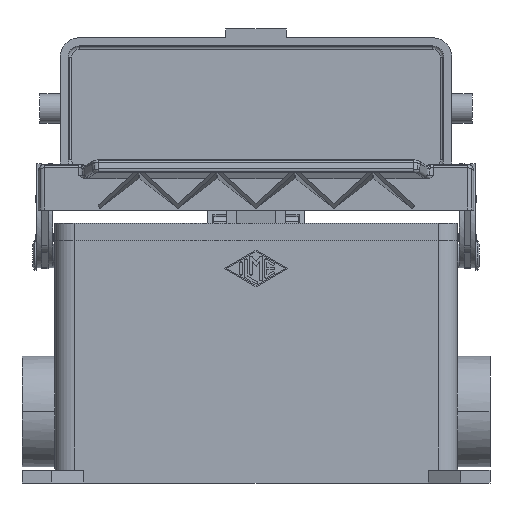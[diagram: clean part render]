
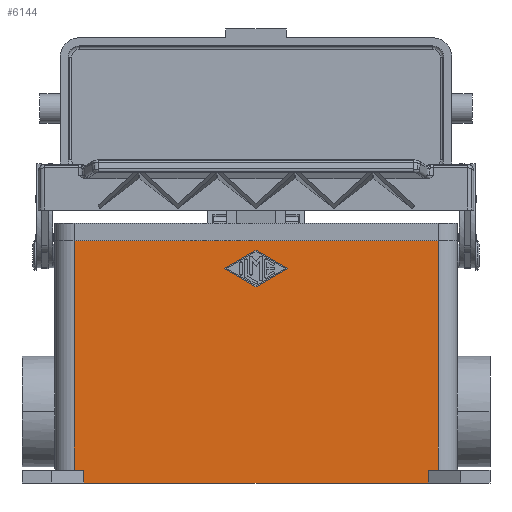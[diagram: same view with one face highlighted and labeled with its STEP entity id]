
A CAD part, front view. The second image highlights one B-rep face of the part: STEP entity #6144.
In plain terms, the highlighted planar face has unit normal (0, -1, 0).
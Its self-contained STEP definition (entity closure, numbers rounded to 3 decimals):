
#5302=CARTESIAN_POINT('',(-9.75,-21.75,15.));
#5303=VERTEX_POINT('',#5302);
#5310=CARTESIAN_POINT('',(0.,-21.75,9.375));
#5311=VERTEX_POINT('',#5310);
#5312=CARTESIAN_POINT('',(0.,-21.75,9.375));
#5313=DIRECTION('',(-0.866,0.0,0.5));
#5314=VECTOR('',#5313,11.256);
#5315=LINE('',#5312,#5314);
#5316=EDGE_CURVE('',#5311,#5303,#5315,.T.);
#5341=CARTESIAN_POINT('',(9.75,-21.75,15.));
#5342=VERTEX_POINT('',#5341);
#5343=CARTESIAN_POINT('',(9.75,-21.75,15.));
#5344=DIRECTION('',(-0.866,0.0,-0.5));
#5345=VECTOR('',#5344,11.256);
#5346=LINE('',#5343,#5345);
#5347=EDGE_CURVE('',#5342,#5311,#5346,.T.);
#5372=CARTESIAN_POINT('',(0.,-21.75,20.625));
#5373=VERTEX_POINT('',#5372);
#5374=CARTESIAN_POINT('',(0.,-21.75,20.625));
#5375=DIRECTION('',(0.866,0.0,-0.5));
#5376=VECTOR('',#5375,11.256);
#5377=LINE('',#5374,#5376);
#5378=EDGE_CURVE('',#5373,#5342,#5377,.T.);
#5401=CARTESIAN_POINT('',(-9.75,-21.75,15.));
#5402=DIRECTION('',(0.866,0.0,0.5));
#5403=VECTOR('',#5402,11.256);
#5404=LINE('',#5401,#5403);
#5405=EDGE_CURVE('',#5303,#5373,#5404,.T.);
#6067=CARTESIAN_POINT('',(53.0,-21.75,-51.0));
#6068=DIRECTION('',(0.0,-1.0,0.0));
#6069=DIRECTION('',(0.0,0.0,-1.0));
#6070=AXIS2_PLACEMENT_3D('',#6067,#6068,#6069);
#6071=PLANE('',#6070);
#6072=CARTESIAN_POINT('',(-53.0,-21.75,-51.0));
#6073=VERTEX_POINT('',#6072);
#6074=CARTESIAN_POINT('',(-53.0,-21.75,-47.));
#6075=VERTEX_POINT('',#6074);
#6076=CARTESIAN_POINT('',(-53.0,-21.75,-51.0));
#6077=DIRECTION('',(0.0,0.0,1.0));
#6078=VECTOR('',#6077,4.);
#6079=LINE('',#6076,#6078);
#6080=EDGE_CURVE('',#6073,#6075,#6079,.T.);
#6081=ORIENTED_EDGE('',*,*,#6080,.F.);
#6082=CARTESIAN_POINT('',(53.0,-21.75,-51.0));
#6083=VERTEX_POINT('',#6082);
#6084=CARTESIAN_POINT('',(53.0,-21.75,-51.0));
#6085=DIRECTION('',(-1.0,0.0,0.0));
#6086=VECTOR('',#6085,106.0);
#6087=LINE('',#6084,#6086);
#6088=EDGE_CURVE('',#6083,#6073,#6087,.T.);
#6089=ORIENTED_EDGE('',*,*,#6088,.F.);
#6090=CARTESIAN_POINT('',(53.0,-21.75,-47.));
#6091=VERTEX_POINT('',#6090);
#6092=CARTESIAN_POINT('',(53.0,-21.75,-51.0));
#6093=DIRECTION('',(0.0,0.0,1.0));
#6094=VECTOR('',#6093,4.);
#6095=LINE('',#6092,#6094);
#6096=EDGE_CURVE('',#6083,#6091,#6095,.T.);
#6097=ORIENTED_EDGE('',*,*,#6096,.T.);
#6098=CARTESIAN_POINT('',(56.0,-21.75,-47.));
#6099=VERTEX_POINT('',#6098);
#6100=CARTESIAN_POINT('',(56.0,-21.75,-47.));
#6101=DIRECTION('',(-1.0,0.0,0.0));
#6102=VECTOR('',#6101,3.0);
#6103=LINE('',#6100,#6102);
#6104=EDGE_CURVE('',#6099,#6091,#6103,.T.);
#6105=ORIENTED_EDGE('',*,*,#6104,.F.);
#6106=CARTESIAN_POINT('',(56.0,-21.75,23.5));
#6107=VERTEX_POINT('',#6106);
#6108=CARTESIAN_POINT('',(56.0,-21.75,-47.));
#6109=DIRECTION('',(0.0,0.0,1.0));
#6110=VECTOR('',#6109,70.5);
#6111=LINE('',#6108,#6110);
#6112=EDGE_CURVE('',#6099,#6107,#6111,.T.);
#6113=ORIENTED_EDGE('',*,*,#6112,.T.);
#6114=CARTESIAN_POINT('',(-56.0,-21.75,23.5));
#6115=VERTEX_POINT('',#6114);
#6116=CARTESIAN_POINT('',(56.0,-21.75,23.5));
#6117=DIRECTION('',(-1.0,0.0,0.0));
#6118=VECTOR('',#6117,112.0);
#6119=LINE('',#6116,#6118);
#6120=EDGE_CURVE('',#6107,#6115,#6119,.T.);
#6121=ORIENTED_EDGE('',*,*,#6120,.T.);
#6122=CARTESIAN_POINT('',(-56.0,-21.75,-47.));
#6123=VERTEX_POINT('',#6122);
#6124=CARTESIAN_POINT('',(-56.0,-21.75,-47.));
#6125=DIRECTION('',(0.0,0.0,1.0));
#6126=VECTOR('',#6125,70.5);
#6127=LINE('',#6124,#6126);
#6128=EDGE_CURVE('',#6123,#6115,#6127,.T.);
#6129=ORIENTED_EDGE('',*,*,#6128,.F.);
#6130=CARTESIAN_POINT('',(-53.0,-21.75,-47.));
#6131=DIRECTION('',(-1.0,0.0,0.0));
#6132=VECTOR('',#6131,3.0);
#6133=LINE('',#6130,#6132);
#6134=EDGE_CURVE('',#6075,#6123,#6133,.T.);
#6135=ORIENTED_EDGE('',*,*,#6134,.F.);
#6136=EDGE_LOOP('',(#6081,#6089,#6097,#6105,#6113,#6121,#6129,#6135));
#6137=FACE_OUTER_BOUND('',#6136,.T.);
#6138=ORIENTED_EDGE('',*,*,#5316,.T.);
#6139=ORIENTED_EDGE('',*,*,#5405,.T.);
#6140=ORIENTED_EDGE('',*,*,#5378,.T.);
#6141=ORIENTED_EDGE('',*,*,#5347,.T.);
#6142=EDGE_LOOP('',(#6138,#6139,#6140,#6141));
#6143=FACE_BOUND('',#6142,.T.);
#6144=ADVANCED_FACE('',(#6137,#6143),#6071,.T.);
